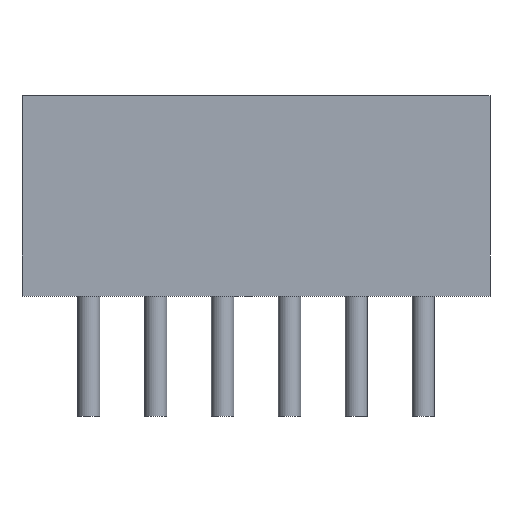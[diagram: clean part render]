
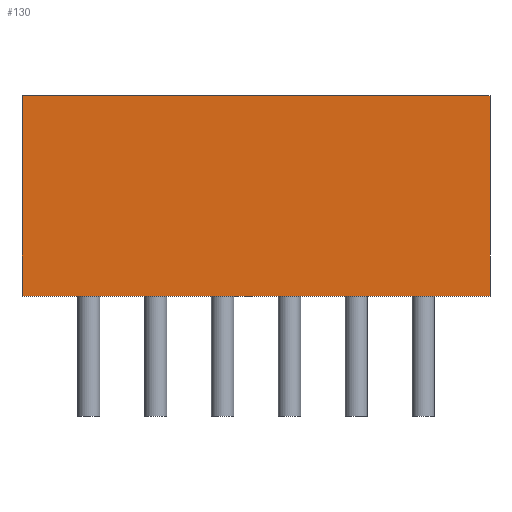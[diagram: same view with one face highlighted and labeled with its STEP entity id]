
A CAD part, front view. The second image highlights one B-rep face of the part: STEP entity #130.
In plain terms, the highlighted planar face has unit normal (0, -1, 0).
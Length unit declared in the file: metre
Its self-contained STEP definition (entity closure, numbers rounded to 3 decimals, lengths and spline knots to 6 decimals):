
#130 = ADVANCED_FACE( '', ( #272 ), #273, .T. );
#272 = FACE_OUTER_BOUND( '', #435, .T. );
#273 = PLANE( '', #436 );
#435 = EDGE_LOOP( '', ( #644, #645, #646, #647 ) );
#436 = AXIS2_PLACEMENT_3D( '', #648, #649, #650 );
#644 = ORIENTED_EDGE( '', *, *, #859, .F. );
#645 = ORIENTED_EDGE( '', *, *, #879, .F. );
#646 = ORIENTED_EDGE( '', *, *, #880, .T. );
#647 = ORIENTED_EDGE( '', *, *, #832, .T. );
#648 = CARTESIAN_POINT( '', ( 0., -0.00175, 0.0045 ) );
#649 = DIRECTION( '', ( 0., -1., 0. ) );
#650 = DIRECTION( '', ( 0., 0., -1. ) );
#832 = EDGE_CURVE( '', #961, #959, #962, .T. );
#859 = EDGE_CURVE( '', #1005, #959, #1007, .T. );
#879 = EDGE_CURVE( '', #1034, #1005, #1035, .T. );
#880 = EDGE_CURVE( '', #1034, #961, #1036, .T. );
#959 = VERTEX_POINT( '', #1134 );
#961 = VERTEX_POINT( '', #1137 );
#962 = LINE( '', #1138, #1139 );
#1005 = VERTEX_POINT( '', #1201 );
#1007 = LINE( '', #1204, #1205 );
#1034 = VERTEX_POINT( '', #1238 );
#1035 = LINE( '', #1239, #1240 );
#1036 = LINE( '', #1241, #1242 );
#1134 = CARTESIAN_POINT( '', ( -0.00525, -0.00175, 0. ) );
#1137 = CARTESIAN_POINT( '', ( -0.00525, -0.00175, 0.0045 ) );
#1138 = CARTESIAN_POINT( '', ( -0.00525, -0.00175, 0.0045 ) );
#1139 = VECTOR( '', #1331, 1. );
#1201 = CARTESIAN_POINT( '', ( 0.00525, -0.00175, 0. ) );
#1204 = CARTESIAN_POINT( '', ( 0., -0.00175, 0. ) );
#1205 = VECTOR( '', #1358, 1. );
#1238 = CARTESIAN_POINT( '', ( 0.00525, -0.00175, 0.0045 ) );
#1239 = CARTESIAN_POINT( '', ( 0.00525, -0.00175, 0.0045 ) );
#1240 = VECTOR( '', #1380, 1. );
#1241 = CARTESIAN_POINT( '', ( 0., -0.00175, 0.0045 ) );
#1242 = VECTOR( '', #1381, 1. );
#1331 = DIRECTION( '', ( 0., 0., -1. ) );
#1358 = DIRECTION( '', ( -1., 0., 0. ) );
#1380 = DIRECTION( '', ( 0., 0., -1. ) );
#1381 = DIRECTION( '', ( -1., 0., 0. ) );
